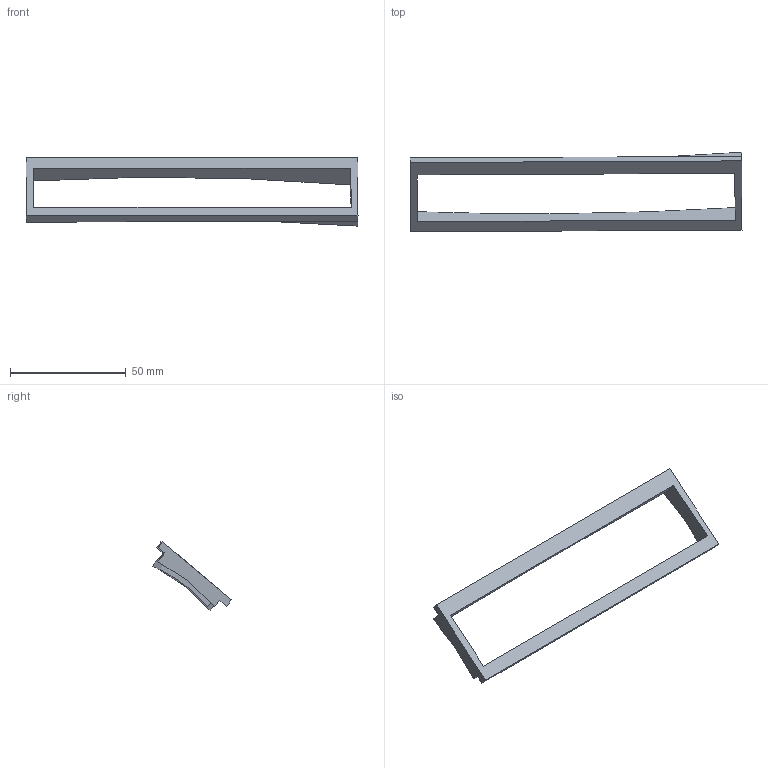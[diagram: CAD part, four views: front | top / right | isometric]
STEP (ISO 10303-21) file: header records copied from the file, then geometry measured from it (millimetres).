
FILE_DESCRIPTION (( 'STEP AP214' ), '1' );
FILE_NAME ('Head_Unit_cutting_jig.STEP', '2022-10-16T00:52:39', ( '' ), ( '' ), 'SwSTEP 2.0', 'SolidWorks 2020', '' );
FILE_SCHEMA (( 'AUTOMOTIVE_DESIGN' ));
Length unit declared in the file: inch
Products named in the file (1): Head_Unit_cutting_jig
Bounding box: 143.37 x 34.32 x 29.43 mm (x, y, z)
Volume: 9134.3 mm3; surface area: 8330.1 mm2
Topology: 1 solids, 1 shells, 14 faces, 36 edges, 24 vertices
Faces by surface type: plane 13, bspline 1
Entity records: 741 total; most frequent: CARTESIAN_POINT 371, ORIENTED_EDGE 72, DIRECTION 56, EDGE_CURVE 36, VECTOR 28, LINE 28, VERTEX_POINT 24, EDGE_LOOP 16
